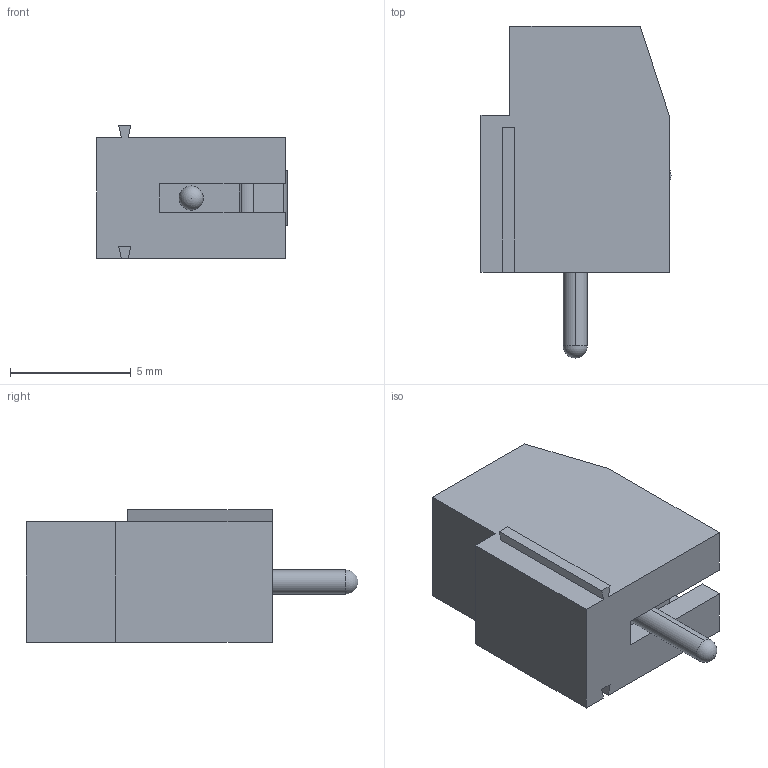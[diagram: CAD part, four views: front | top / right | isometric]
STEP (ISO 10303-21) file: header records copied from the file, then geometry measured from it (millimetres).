
FILE_DESCRIPTION (( 'STEP AP214' ), '1' );
FILE_NAME ('TBLOCK-1PIN-5mm pitch.STEP', '2020-06-29T08:13:30', ( '' ), ( '' ), 'SwSTEP 2.0', 'SolidWorks 2018', '' );
FILE_SCHEMA (( 'AUTOMOTIVE_DESIGN' ));
Length unit declared in the file: millimetre
Products named in the file (4): TBLOCK-1PIN-5mm pitch; Inner; Screw; Outter
Assembly tree (3 placements, depth 2):
  TBLOCK-1PIN-5mm pitch
    Outter
    Screw
    Inner
Bounding box: 7.87 x 13.75 x 5.5 mm (x, y, z)
Volume: 281.5 mm3; surface area: 746.3 mm2
Topology: 3 solids, 3 shells, 165 faces, 414 edges, 247 vertices
Faces by surface type: plane 67, cylinder 43, bspline 28, torus 13, sphere 11, cone 3
Entity records: 5557 total; most frequent: CARTESIAN_POINT 1749, ORIENTED_EDGE 802, DIRECTION 731, EDGE_CURVE 401, AXIS2_PLACEMENT_3D 267, VERTEX_POINT 245, LINE 197, VECTOR 197
